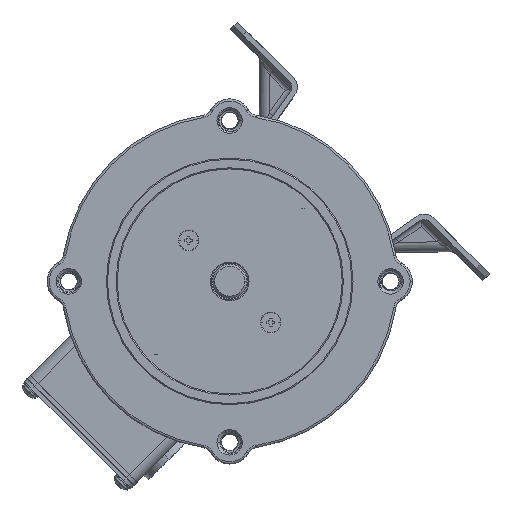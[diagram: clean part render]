
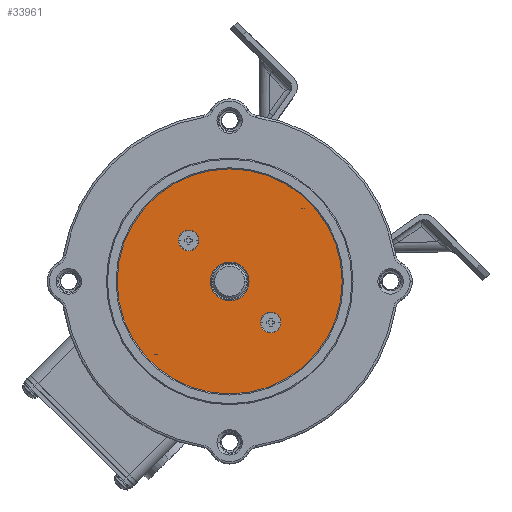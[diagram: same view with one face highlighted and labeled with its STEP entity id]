
A CAD part, top view. The second image highlights one B-rep face of the part: STEP entity #33961.
In plain terms, the highlighted planar face has unit normal (0, 0, 1).
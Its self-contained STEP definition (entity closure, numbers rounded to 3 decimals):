
#6357 = DIRECTION ( 'NONE',  ( 1., 0., 0. ) ) ;
#6358 = DIRECTION ( 'NONE',  ( 0., 0., 1. ) ) ;
#6359 = CARTESIAN_POINT ( 'NONE',  ( -19.018, 19.018, 13.5 ) ) ;
#6360 = AXIS2_PLACEMENT_3D ( 'NONE', #6359, #6358, #6357 ) ;
#6361 = CIRCLE ( 'NONE', #6360, 4.75 ) ;
#6362 = CARTESIAN_POINT ( 'NONE',  ( -23.768, 19.018, 13.5 ) ) ;
#6457 = CIRCLE ( 'NONE', #6521, 4.75 ) ;
#6458 = CARTESIAN_POINT ( 'NONE',  ( 14.268, -19.018, 13.5 ) ) ;
#6476 = CARTESIAN_POINT ( 'NONE',  ( -14.268, 19.018, 13.5 ) ) ;
#6517 = CARTESIAN_POINT ( 'NONE',  ( 23.768, -19.018, 13.5 ) ) ;
#6518 = DIRECTION ( 'NONE',  ( 1., 0., 0. ) ) ;
#6519 = DIRECTION ( 'NONE',  ( 0., 0., 1. ) ) ;
#6520 = CARTESIAN_POINT ( 'NONE',  ( 19.018, -19.018, 13.5 ) ) ;
#6521 = AXIS2_PLACEMENT_3D ( 'NONE', #6520, #6519, #6518 ) ;
#7127 = AXIS2_PLACEMENT_3D ( 'NONE', #7188, #7187, #7186 ) ;
#7128 = CIRCLE ( 'NONE', #7127, 8.95 ) ;
#7184 = CARTESIAN_POINT ( 'NONE',  ( 8.95, 0., 13.5 ) ) ;
#7185 = CARTESIAN_POINT ( 'NONE',  ( -8.95, 0., 13.5 ) ) ;
#7186 = DIRECTION ( 'NONE',  ( 1., 0., 0. ) ) ;
#7187 = DIRECTION ( 'NONE',  ( 0., 0., 1. ) ) ;
#7188 = CARTESIAN_POINT ( 'NONE',  ( 0., 0., 13.5 ) ) ;
#7465 = CARTESIAN_POINT ( 'NONE',  ( -52.15, 0., 13.5 ) ) ;
#7466 = DIRECTION ( 'NONE',  ( 1., 0., 0. ) ) ;
#7467 = DIRECTION ( 'NONE',  ( 0., 0., 1. ) ) ;
#7468 = CARTESIAN_POINT ( 'NONE',  ( 0., 0., 13.5 ) ) ;
#7469 = AXIS2_PLACEMENT_3D ( 'NONE', #7468, #7467, #7466 ) ;
#7475 = CIRCLE ( 'NONE', #7469, 52.15 ) ;
#7649 = CARTESIAN_POINT ( 'NONE',  ( 52.15, 0., 13.5 ) ) ;
#8289 = DIRECTION ( 'NONE',  ( 1., 0., 0. ) ) ;
#8290 = DIRECTION ( 'NONE',  ( 0., 0., 1. ) ) ;
#8291 = CARTESIAN_POINT ( 'NONE',  ( 0., 0., 13.5 ) ) ;
#8292 = AXIS2_PLACEMENT_3D ( 'NONE', #8291, #8290, #8289 ) ;
#8293 = CIRCLE ( 'NONE', #8292, 8.95 ) ;
#8317 = DIRECTION ( 'NONE',  ( 1., 0., 0. ) ) ;
#8318 = DIRECTION ( 'NONE',  ( 0., 0., 1. ) ) ;
#8319 = CARTESIAN_POINT ( 'NONE',  ( 19.018, -19.018, 13.5 ) ) ;
#8320 = AXIS2_PLACEMENT_3D ( 'NONE', #8319, #8318, #8317 ) ;
#8321 = CIRCLE ( 'NONE', #8320, 4.75 ) ;
#8322 = DIRECTION ( 'NONE',  ( 1., 0., 0. ) ) ;
#8323 = DIRECTION ( 'NONE',  ( 0., 0., 1. ) ) ;
#8324 = CARTESIAN_POINT ( 'NONE',  ( -19.018, 19.018, 13.5 ) ) ;
#8325 = AXIS2_PLACEMENT_3D ( 'NONE', #8324, #8323, #8322 ) ;
#8326 = DIRECTION ( 'NONE',  ( 1., 0., 0. ) ) ;
#8327 = DIRECTION ( 'NONE',  ( 0., 0., 1. ) ) ;
#8328 = AXIS2_PLACEMENT_3D ( 'NONE', #8330, #8327, #8326 ) ;
#8329 = CIRCLE ( 'NONE', #8325, 4.75 ) ;
#8330 = CARTESIAN_POINT ( 'NONE',  ( 0., 0., 13.5 ) ) ;
#8331 = PLANE ( 'NONE',  #8328 ) ;
#8332 = FACE_OUTER_BOUND ( 'NONE', #33937, .T. ) ;
#8333 = FACE_BOUND ( 'NONE', #34074, .T. ) ;
#8334 = FACE_BOUND ( 'NONE', #33970, .T. ) ;
#8335 = FACE_BOUND ( 'NONE', #33963, .T. ) ;
#8341 = DIRECTION ( 'NONE',  ( 1., 0., 0. ) ) ;
#8342 = DIRECTION ( 'NONE',  ( 0., 0., 1. ) ) ;
#8343 = CARTESIAN_POINT ( 'NONE',  ( 0., 0., 13.5 ) ) ;
#8344 = AXIS2_PLACEMENT_3D ( 'NONE', #8343, #8342, #8341 ) ;
#8345 = CIRCLE ( 'NONE', #8344, 52.15 ) ;
#32320 = VERTEX_POINT ( 'NONE', #6362 ) ;
#32324 = EDGE_CURVE ( 'NONE', #32320, #32443, #6361, .T. ) ;
#32443 = VERTEX_POINT ( 'NONE', #6476 ) ;
#32461 = VERTEX_POINT ( 'NONE', #6458 ) ;
#32465 = EDGE_CURVE ( 'NONE', #32461, #32467, #6457, .T. ) ;
#32467 = VERTEX_POINT ( 'NONE', #6517 ) ;
#33021 = EDGE_CURVE ( 'NONE', #33023, #33025, #7128, .T. ) ;
#33023 = VERTEX_POINT ( 'NONE', #7185 ) ;
#33025 = VERTEX_POINT ( 'NONE', #7184 ) ;
#33281 = EDGE_CURVE ( 'NONE', #33283, #33385, #7475, .T. ) ;
#33283 = VERTEX_POINT ( 'NONE', #7465 ) ;
#33385 = VERTEX_POINT ( 'NONE', #7649 ) ;
#33932 = EDGE_CURVE ( 'NONE', #33025, #33023, #8293, .T. ) ;
#33937 = EDGE_LOOP ( 'NONE', ( #33938, #33939 ) ) ;
#33938 = ORIENTED_EDGE ( 'NONE', *, *, #33952, .T. ) ;
#33939 = ORIENTED_EDGE ( 'NONE', *, *, #33281, .T. ) ;
#33952 = EDGE_CURVE ( 'NONE', #33385, #33283, #8345, .T. ) ;
#33961 = ADVANCED_FACE ( 'NONE', ( #8335, #8334, #8333, #8332 ), #8331, .T. ) ;
#33963 = EDGE_LOOP ( 'NONE', ( #33965, #33967 ) ) ;
#33965 = ORIENTED_EDGE ( 'NONE', *, *, #33966, .F. ) ;
#33966 = EDGE_CURVE ( 'NONE', #32443, #32320, #8329, .T. ) ;
#33967 = ORIENTED_EDGE ( 'NONE', *, *, #32324, .F. ) ;
#33970 = EDGE_LOOP ( 'NONE', ( #33973, #34073 ) ) ;
#33973 = ORIENTED_EDGE ( 'NONE', *, *, #33974, .F. ) ;
#33974 = EDGE_CURVE ( 'NONE', #32467, #32461, #8321, .T. ) ;
#34073 = ORIENTED_EDGE ( 'NONE', *, *, #32465, .F. ) ;
#34074 = EDGE_LOOP ( 'NONE', ( #34075, #34076 ) ) ;
#34075 = ORIENTED_EDGE ( 'NONE', *, *, #33021, .F. ) ;
#34076 = ORIENTED_EDGE ( 'NONE', *, *, #33932, .F. ) ;
